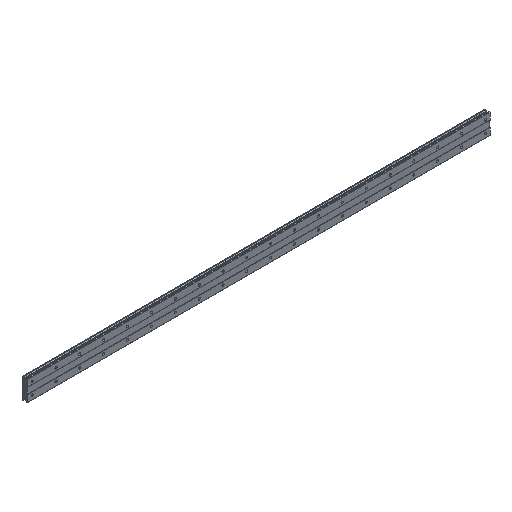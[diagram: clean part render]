
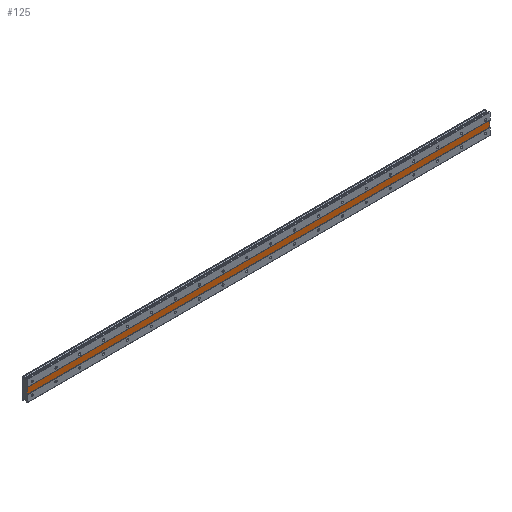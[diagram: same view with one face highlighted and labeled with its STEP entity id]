
A CAD part, isometric view. The second image highlights one B-rep face of the part: STEP entity #125.
In plain terms, the highlighted planar face has unit normal (0, -1, 0).
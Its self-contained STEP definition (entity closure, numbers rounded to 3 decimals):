
#125 = ADVANCED_FACE ( 'NONE', ( #7053 ), #958, .F. ) ;
#188 = EDGE_CURVE ( 'NONE', #5315, #1421, #5362, .T. ) ;
#244 = VERTEX_POINT ( 'NONE', #2627 ) ;
#358 = CARTESIAN_POINT ( 'NONE',  ( 1535., 1., -10. ) ) ;
#424 = CARTESIAN_POINT ( 'NONE',  ( -15., 1., -10. ) ) ;
#884 = CARTESIAN_POINT ( 'NONE',  ( 1535., 1., 10. ) ) ;
#958 = PLANE ( 'NONE',  #4308 ) ;
#1350 = VECTOR ( 'NONE', #4374, 1000. ) ;
#1421 = VERTEX_POINT ( 'NONE', #358 ) ;
#1678 = VERTEX_POINT ( 'NONE', #424 ) ;
#1846 = EDGE_CURVE ( 'NONE', #244, #5315, #5192, .T. ) ;
#1942 = ORIENTED_EDGE ( 'NONE', *, *, #2268, .T. ) ;
#1973 = DIRECTION ( 'NONE',  ( 0., 1., 0. ) ) ;
#2268 = EDGE_CURVE ( 'NONE', #1678, #1421, #2496, .T. ) ;
#2359 = ORIENTED_EDGE ( 'NONE', *, *, #188, .F. ) ;
#2496 = LINE ( 'NONE', #4741, #5037 ) ;
#2627 = CARTESIAN_POINT ( 'NONE',  ( -15., 1., 10. ) ) ;
#3292 = ORIENTED_EDGE ( 'NONE', *, *, #6818, .T. ) ;
#3623 = ORIENTED_EDGE ( 'NONE', *, *, #1846, .F. ) ;
#4308 = AXIS2_PLACEMENT_3D ( 'NONE', #5916, #1973, #5958 ) ;
#4374 = DIRECTION ( 'NONE',  ( 0., 0., -1. ) ) ;
#4450 = LINE ( 'NONE', #5586, #7098 ) ;
#4741 = CARTESIAN_POINT ( 'NONE',  ( 1535., 1., -10. ) ) ;
#5037 = VECTOR ( 'NONE', #6996, 1000. ) ;
#5131 = VECTOR ( 'NONE', #5309, 1000. ) ;
#5192 = LINE ( 'NONE', #5870, #5131 ) ;
#5309 = DIRECTION ( 'NONE',  ( 1., 0., 0. ) ) ;
#5315 = VERTEX_POINT ( 'NONE', #884 ) ;
#5362 = LINE ( 'NONE', #7128, #1350 ) ;
#5586 = CARTESIAN_POINT ( 'NONE',  ( -15., 1., 34.482 ) ) ;
#5870 = CARTESIAN_POINT ( 'NONE',  ( 1535., 1., 10. ) ) ;
#5916 = CARTESIAN_POINT ( 'NONE',  ( 1535., 1., 10. ) ) ;
#5958 = DIRECTION ( 'NONE',  ( 0., 0., 1. ) ) ;
#6618 = EDGE_LOOP ( 'NONE', ( #1942, #2359, #3623, #3292 ) ) ;
#6818 = EDGE_CURVE ( 'NONE', #244, #1678, #4450, .T. ) ;
#6996 = DIRECTION ( 'NONE',  ( 1., 0., 0. ) ) ;
#7053 = FACE_OUTER_BOUND ( 'NONE', #6618, .T. ) ;
#7098 = VECTOR ( 'NONE', #7171, 1000. ) ;
#7128 = CARTESIAN_POINT ( 'NONE',  ( 1535., 1., 34.482 ) ) ;
#7171 = DIRECTION ( 'NONE',  ( 0., 0., -1. ) ) ;
